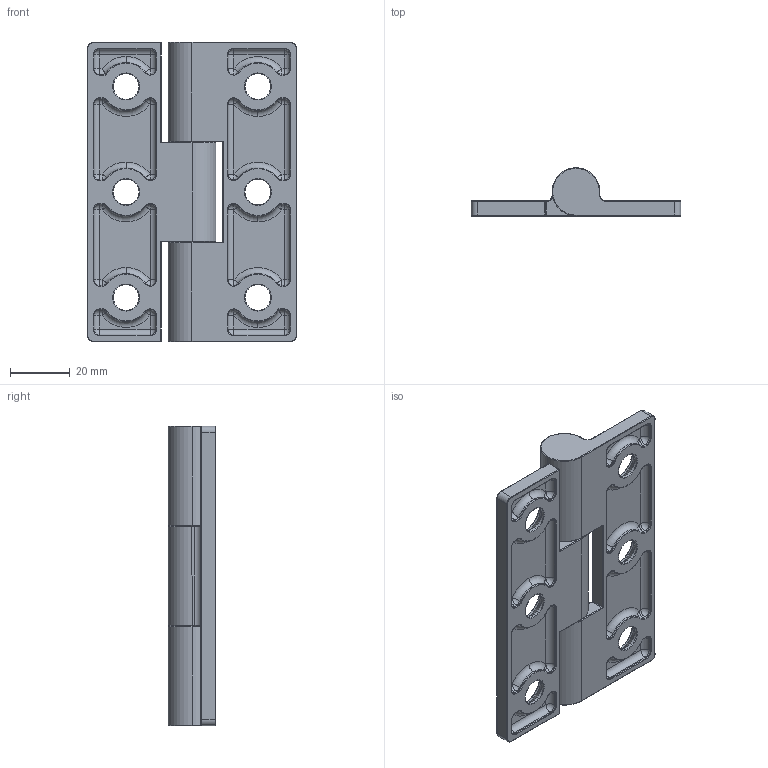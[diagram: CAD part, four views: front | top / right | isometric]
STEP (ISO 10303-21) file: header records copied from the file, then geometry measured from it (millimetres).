
FILE_DESCRIPTION (( 'STEP AP214' ), '1' );
FILE_NAME ('HGS-0608-B.STEP', '2019-05-24T06:48:08', ( '' ), ( '' ), 'SwSTEP 2.0', 'SolidWorks 2010', '' );
FILE_SCHEMA (( 'AUTOMOTIVE_DESIGN' ));
Length unit declared in the file: millimetre
Products named in the file (4): 鉸鏈片(母); 插銷; 鉸鏈片(公); HGS-0608-B
Assembly tree (3 placements, depth 2):
  HGS-0608-B
    鉸鏈片(公)
    鉸鏈片(母)
    插銷
Bounding box: 70 x 16 x 100 mm (x, y, z)
Volume: 37679.3 mm3; surface area: 23358.5 mm2
Topology: 3 solids, 3 shells, 552 faces, 1262 edges, 662 vertices
Faces by surface type: cylinder 221, torus 196, sphere 62, plane 59, cone 12, bspline 2
Entity records: 15314 total; most frequent: DIRECTION 3124, CARTESIAN_POINT 2608, ORIENTED_EDGE 2388, AXIS2_PLACEMENT_3D 1378, EDGE_CURVE 1194, CIRCLE 822, VERTEX_POINT 658, EDGE_LOOP 576
